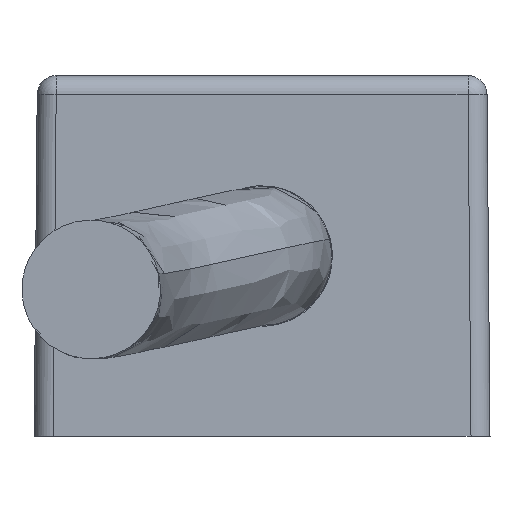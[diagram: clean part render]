
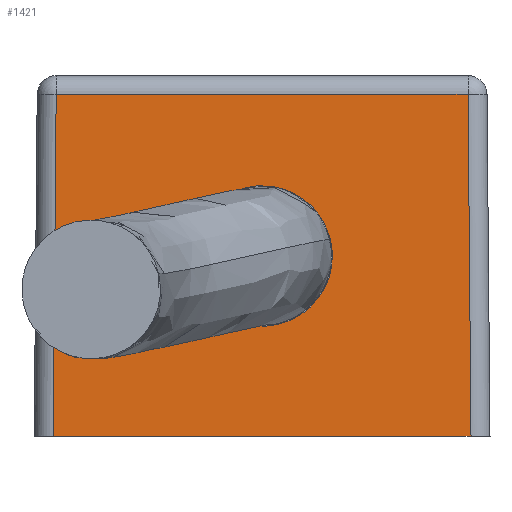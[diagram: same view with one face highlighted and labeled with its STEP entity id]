
A CAD part, front view. The second image highlights one B-rep face of the part: STEP entity #1421.
In plain terms, the highlighted planar face has unit normal (0, -1, 0.009).
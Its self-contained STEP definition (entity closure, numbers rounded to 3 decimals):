
#230 = LINE ( 'NONE', #259, #363 ) ;
#231 = CARTESIAN_POINT ( 'NONE',  ( 23., 0., 0. ) ) ;
#259 = CARTESIAN_POINT ( 'NONE',  ( 0., 0., 0. ) ) ;
#260 = CARTESIAN_POINT ( 'NONE',  ( 1., 0., 0. ) ) ;
#362 = DIRECTION ( 'NONE',  ( 1., 0., 0. ) ) ;
#363 = VECTOR ( 'NONE', #362, 1000. ) ;
#567 = LINE ( 'NONE', #697, #696 ) ;
#568 = DIRECTION ( 'NONE',  ( 0., -0.009, -1. ) ) ;
#569 = DIRECTION ( 'NONE',  ( 0., -1., 0.009 ) ) ;
#570 = CARTESIAN_POINT ( 'NONE',  ( 0., 0., 0. ) ) ;
#571 = AXIS2_PLACEMENT_3D ( 'NONE', #570, #569, #568 ) ;
#572 = PLANE ( 'NONE',  #571 ) ;
#623 = FACE_OUTER_BOUND ( 'NONE', #1423, .T. ) ;
#694 = CARTESIAN_POINT ( 'NONE',  ( 22.843, 0.157, 18.009 ) ) ;
#695 = DIRECTION ( 'NONE',  ( -0.009, 0.009, 1. ) ) ;
#696 = VECTOR ( 'NONE', #695, 1000. ) ;
#697 = CARTESIAN_POINT ( 'NONE',  ( 22.998, 0.002, 0.201 ) ) ;
#815 = LINE ( 'NONE', #828, #827 ) ;
#817 = CARTESIAN_POINT ( 'NONE',  ( 1.157, 0.157, 18.009 ) ) ;
#818 = DIRECTION ( 'NONE',  ( -1., 0., 0. ) ) ;
#819 = VECTOR ( 'NONE', #818, 1000. ) ;
#820 = CARTESIAN_POINT ( 'NONE',  ( 0., 0.157, 18.009 ) ) ;
#821 = LINE ( 'NONE', #820, #819 ) ;
#826 = DIRECTION ( 'NONE',  ( -0.009, -0.009, -1. ) ) ;
#827 = VECTOR ( 'NONE', #826, 1000. ) ;
#828 = CARTESIAN_POINT ( 'NONE',  ( 1., 0., -0.009 ) ) ;
#1172 = VERTEX_POINT ( 'NONE', #231 ) ;
#1174 = EDGE_CURVE ( 'NONE', #1175, #1172, #230, .T. ) ;
#1175 = VERTEX_POINT ( 'NONE', #260 ) ;
#1421 = ADVANCED_FACE ( 'NONE', ( #623 ), #572, .T. ) ;
#1423 = EDGE_LOOP ( 'NONE', ( #1425, #1427, #1435, #1611 ) ) ;
#1425 = ORIENTED_EDGE ( 'NONE', *, *, #1174, .T. ) ;
#1427 = ORIENTED_EDGE ( 'NONE', *, *, #1429, .T. ) ;
#1429 = EDGE_CURVE ( 'NONE', #1172, #1432, #567, .T. ) ;
#1432 = VERTEX_POINT ( 'NONE', #694 ) ;
#1435 = ORIENTED_EDGE ( 'NONE', *, *, #1609, .T. ) ;
#1609 = EDGE_CURVE ( 'NONE', #1432, #1610, #821, .T. ) ;
#1610 = VERTEX_POINT ( 'NONE', #817 ) ;
#1611 = ORIENTED_EDGE ( 'NONE', *, *, #1612, .T. ) ;
#1612 = EDGE_CURVE ( 'NONE', #1610, #1175, #815, .T. ) ;
